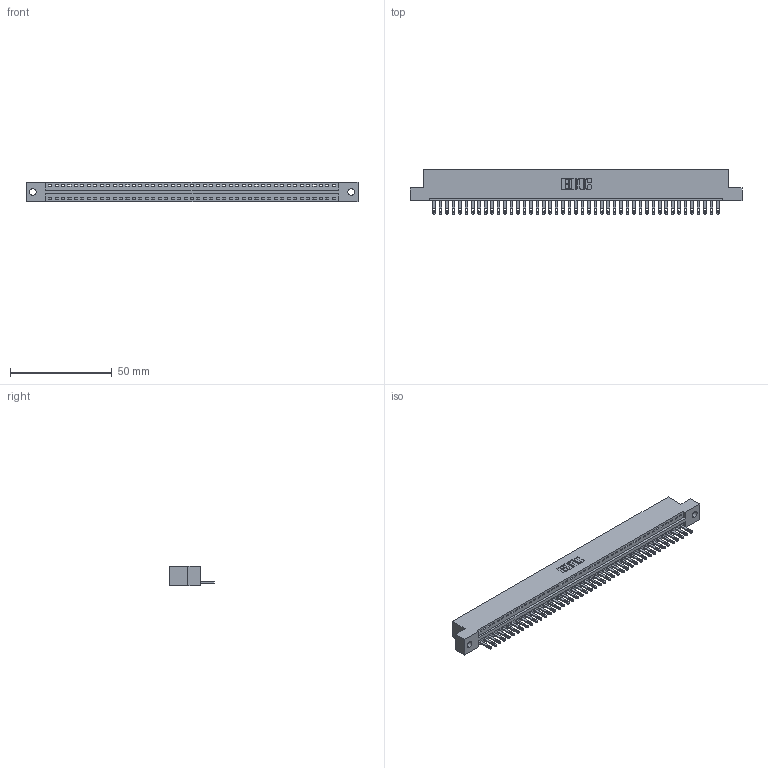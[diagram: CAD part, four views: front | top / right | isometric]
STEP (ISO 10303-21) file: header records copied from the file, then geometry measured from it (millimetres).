
FILE_DESCRIPTION (( 'STEP AP203' ), '1' );
FILE_NAME ('346-045-500-102.STEP', '2018-08-25T03:11:20', ( '' ), ( '' ), 'SwSTEP 2.0', 'SolidWorks 2016', '' );
FILE_SCHEMA (( 'CONFIG_CONTROL_DESIGN' ));
Length unit declared in the file: inch
Products named in the file (3): 345-292-001_345-293-100; 346-045-500-102; 346 Part_Flush Mounting Lugs - 0.128 Dia
Assembly tree (46 placements, depth 2):
  346-045-500-102
    346 Part_Flush Mounting Lugs - 0.128 Dia
    345-292-001_345-293-100  x45
Bounding box: 163.45 x 21.84 x 9.4 mm (x, y, z)
Volume: 15657.5 mm3; surface area: 19435.9 mm2
Topology: 46 solids, 46 shells, 2552 faces, 7889 edges, 5258 vertices
Faces by surface type: plane 1606, cylinder 946
Entity records: 27457 total; most frequent: CARTESIAN_POINT 4711, ORIENTED_EDGE 4690, DIRECTION 4155, EDGE_CURVE 2345, LINE 2029, VECTOR 2029, VERTEX_POINT 1562, AXIS2_PLACEMENT_3D 1063
